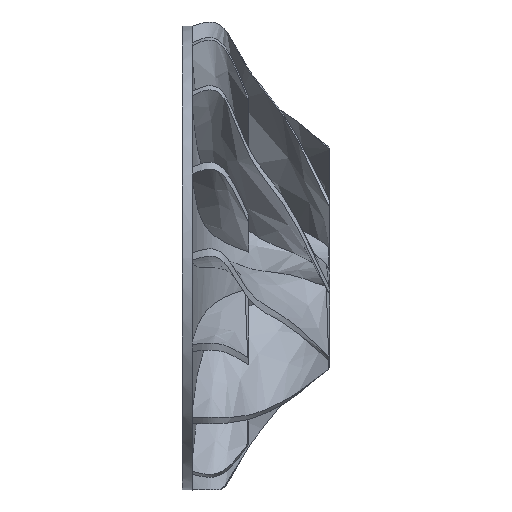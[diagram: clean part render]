
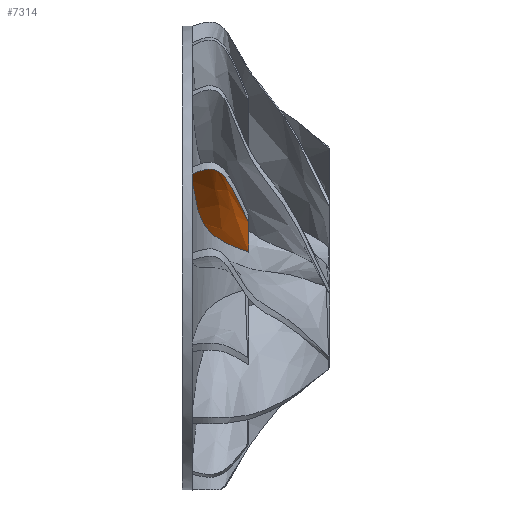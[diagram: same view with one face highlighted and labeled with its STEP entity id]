
A CAD part, top view. The second image highlights one B-rep face of the part: STEP entity #7314.
In plain terms, the highlighted free-form (B-spline) face has degree [3, 3] with [6, 5] control points.
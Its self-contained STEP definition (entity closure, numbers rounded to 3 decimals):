
#4302 = VERTEX_POINT('',#4303);
#4303 = CARTESIAN_POINT('',(4.762,41.055,
    102.817));
#4309 = EDGE_CURVE('',#4310,#4302,#4312,.T.);
#4310 = VERTEX_POINT('',#4311);
#4311 = CARTESIAN_POINT('',(39.256,-2.269,
    13.059));
#4312 = B_SPLINE_CURVE_WITH_KNOTS('',3,(#4313,#4314,#4315,#4316,#4317,
    #4318,#4319,#4320,#4321,#4322,#4323,#4324,#4325,#4326,#4327,#4328,
    #4329,#4330,#4331,#4332,#4333,#4334,#4335,#4336,#4337),
  .UNSPECIFIED.,.F.,.F.,(4,3,3,3,3,3,3,3,4),(0.,1.34,
    1.692,2.462,2.68,3.188,
    5.087,7.29,7.429),.UNSPECIFIED.);
#4313 = CARTESIAN_POINT('',(39.256,-2.269,
    13.059));
#4314 = CARTESIAN_POINT('',(33.256,-0.202,
    17.157));
#4315 = CARTESIAN_POINT('',(27.563,2.064,22.318
    ));
#4316 = CARTESIAN_POINT('',(22.759,4.822,
    28.96));
#4317 = CARTESIAN_POINT('',(21.498,5.546,
    30.703));
#4318 = CARTESIAN_POINT('',(20.347,6.278,
    32.484));
#4319 = CARTESIAN_POINT('',(19.331,6.995,
    34.223));
#4320 = CARTESIAN_POINT('',(17.106,8.565,
    38.029));
#4321 = CARTESIAN_POINT('',(15.459,10.1,
    41.716));
#4322 = CARTESIAN_POINT('',(14.205,11.542,
    45.09));
#4323 = CARTESIAN_POINT('',(13.849,11.951,
    46.047));
#4324 = CARTESIAN_POINT('',(13.525,12.352,
    46.978));
#4325 = CARTESIAN_POINT('',(13.227,12.743,
    47.879));
#4326 = CARTESIAN_POINT('',(12.534,13.652,
    49.977));
#4327 = CARTESIAN_POINT('',(11.996,14.477,
    51.845));
#4328 = CARTESIAN_POINT('',(11.482,15.353,
    53.8));
#4329 = CARTESIAN_POINT('',(9.561,18.629,
    61.105));
#4330 = CARTESIAN_POINT('',(8.276,22.363,
    68.908));
#4331 = CARTESIAN_POINT('',(7.316,26.198,
    76.339));
#4332 = CARTESIAN_POINT('',(6.201,30.648,
    84.961));
#4333 = CARTESIAN_POINT('',(5.53,35.257,
    93.185));
#4334 = CARTESIAN_POINT('',(4.884,40.13,
    101.286));
#4335 = CARTESIAN_POINT('',(4.843,40.438,
    101.797));
#4336 = CARTESIAN_POINT('',(4.803,40.746,
    102.307));
#4337 = CARTESIAN_POINT('',(4.762,41.055,
    102.817));
#5209 = VERTEX_POINT('',#5210);
#5210 = CARTESIAN_POINT('',(4.762,45.336,
    109.525));
#7223 = VERTEX_POINT('',#7224);
#7224 = CARTESIAN_POINT('',(39.256,15.759,
    91.179));
#7243 = EDGE_CURVE('',#5209,#7223,#7244,.T.);
#7244 = B_SPLINE_CURVE_WITH_KNOTS('',3,(#7245,#7246,#7247,#7248,#7249),
  .UNSPECIFIED.,.F.,.F.,(4,1,4),(0.,0.506,1.),.UNSPECIFIED.);
#7245 = CARTESIAN_POINT('',(4.762,45.336,
    109.525));
#7246 = CARTESIAN_POINT('',(10.852,47.896,
    111.113));
#7247 = CARTESIAN_POINT('',(22.878,52.953,
    114.25));
#7248 = CARTESIAN_POINT('',(33.843,28.051,
    98.804));
#7249 = CARTESIAN_POINT('',(39.256,15.759,
    91.179));
#7314 = ADVANCED_FACE('',(#7315),#7330,.T.);
#7315 = FACE_BOUND('',#7316,.T.);
#7316 = EDGE_LOOP('',(#7317,#7318,#7323,#7324));
#7317 = ORIENTED_EDGE('',*,*,#4309,.F.);
#7318 = ORIENTED_EDGE('',*,*,#7319,.T.);
#7319 = EDGE_CURVE('',#4310,#7223,#7320,.T.);
#7320 = B_SPLINE_CURVE_WITH_KNOTS('',1,(#7321,#7322),.UNSPECIFIED.,.F.,
  .F.,(2,2),(31.953,103.76),.PIECEWISE_BEZIER_KNOTS.);
#7321 = CARTESIAN_POINT('',(39.256,-2.269,
    13.059));
#7322 = CARTESIAN_POINT('',(39.256,15.759,
    91.179));
#7323 = ORIENTED_EDGE('',*,*,#7243,.F.);
#7324 = ORIENTED_EDGE('',*,*,#7325,.T.);
#7325 = EDGE_CURVE('',#5209,#4302,#7326,.T.);
#7326 = ( BOUNDED_CURVE() B_SPLINE_CURVE(2,(#7327,#7328,#7329),
.UNSPECIFIED.,.F.,.F.) B_SPLINE_CURVE_WITH_KNOTS((3,3),(6.263,
6.283),.PIECEWISE_BEZIER_KNOTS.) CURVE() 
GEOMETRIC_REPRESENTATION_ITEM() RATIONAL_B_SPLINE_CURVE((1.,
1.,1.)) REPRESENTATION_ITEM('') );
#7327 = CARTESIAN_POINT('',(4.762,45.336,
    109.525));
#7328 = CARTESIAN_POINT('',(4.762,43.162,
    106.192));
#7329 = CARTESIAN_POINT('',(4.762,41.055,
    102.817));
#7330 = B_SPLINE_SURFACE_WITH_KNOTS('',3,3,(
    (#7331,#7332,#7333,#7334,#7335)
    ,(#7336,#7337,#7338,#7339,#7340)
    ,(#7341,#7342,#7343,#7344,#7345)
    ,(#7346,#7347,#7348,#7349,#7350)
    ,(#7351,#7352,#7353,#7354,#7355)
    ,(#7356,#7357,#7358,#7359,#7360
  )),.UNSPECIFIED.,.F.,.F.,.F.,(4,2,4),(4,1,4),(0.,0.5,1.),(0.,
    0.506,1.),.UNSPECIFIED.);
#7331 = CARTESIAN_POINT('',(4.762,45.336,
    109.525));
#7332 = CARTESIAN_POINT('',(10.852,47.896,
    111.113));
#7333 = CARTESIAN_POINT('',(22.878,52.953,
    114.25));
#7334 = CARTESIAN_POINT('',(33.843,28.051,
    98.804));
#7335 = CARTESIAN_POINT('',(39.256,15.759,
    91.179));
#7336 = CARTESIAN_POINT('',(4.762,32.366,
    89.636));
#7337 = CARTESIAN_POINT('',(10.852,34.179,
    91.131));
#7338 = CARTESIAN_POINT('',(22.878,37.761,
    94.084));
#7339 = CARTESIAN_POINT('',(33.843,20.123,
    79.543));
#7340 = CARTESIAN_POINT('',(39.256,11.417,
    72.366));
#7341 = CARTESIAN_POINT('',(4.762,21.155,
    68.6));
#7342 = CARTESIAN_POINT('',(10.852,22.374,
    69.903));
#7343 = CARTESIAN_POINT('',(22.878,24.782,
    72.475));
#7344 = CARTESIAN_POINT('',(33.843,12.927,
    59.806));
#7345 = CARTESIAN_POINT('',(39.256,7.075,
    53.552));
#7346 = CARTESIAN_POINT('',(4.762,2.6,
    24.886));
#7347 = CARTESIAN_POINT('',(10.852,2.964,
    25.662));
#7348 = CARTESIAN_POINT('',(22.878,3.683,
    27.194));
#7349 = CARTESIAN_POINT('',(33.843,0.141,
    19.649));
#7350 = CARTESIAN_POINT('',(39.256,-1.608,
    15.925));
#7351 = CARTESIAN_POINT('',(4.762,-4.745,
    2.21));
#7352 = CARTESIAN_POINT('',(10.852,-4.641,
    2.651));
#7353 = CARTESIAN_POINT('',(22.878,-4.435,
    3.522));
#7354 = CARTESIAN_POINT('',(33.843,-5.449,
    -0.77));
#7355 = CARTESIAN_POINT('',(39.256,-5.95,
    -2.888));
#7356 = CARTESIAN_POINT('',(4.762,-10.043,
    -20.937));
#7357 = CARTESIAN_POINT('',(10.852,-10.021,
    -20.87));
#7358 = CARTESIAN_POINT('',(22.878,-9.979,
    -20.739));
#7359 = CARTESIAN_POINT('',(33.843,-10.188,
    -21.384));
#7360 = CARTESIAN_POINT('',(39.256,-10.291,
    -21.702));
